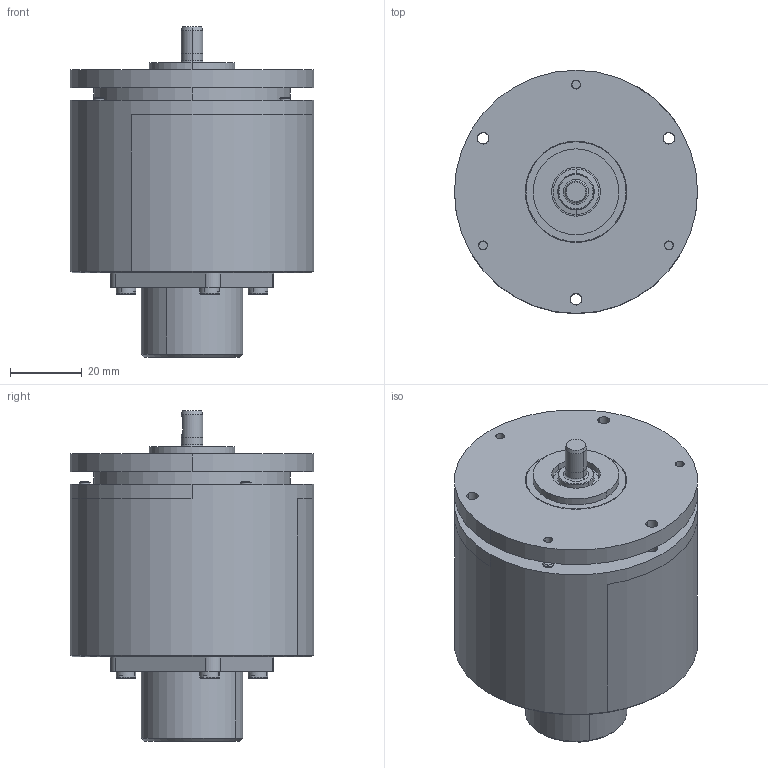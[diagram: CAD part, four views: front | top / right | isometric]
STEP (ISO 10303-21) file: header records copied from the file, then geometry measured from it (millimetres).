
FILE_DESCRIPTION((''),'2;1');
FILE_NAME('507652','2010-11-10T',('se2802'),(''),'PRO/ENGINEER BY PARAMETRIC TECHNOLOGY CORPORATION, 2010180','PRO/ENGINEER BY PARAMETRIC TECHNOLOGY CORPORATION, 2010180','');
FILE_SCHEMA(('CONFIG_CONTROL_DESIGN'));
Products named in the file (1): 507652
Bounding box: 68 x 68 x 92.3 mm (x, y, z)
Volume: 146864.4 mm3; surface area: 49906.2 mm2
Topology: 2 solids, 3 shells, 1673 faces, 4468 edges, 2932 vertices
Faces by surface type: plane 900, cylinder 357, extrusion 324, cone 64, torus 22, sphere 6
Entity records: 56791 total; most frequent: CARTESIAN_POINT 15782, ORIENTED_EDGE 8920, DIRECTION 7578, EDGE_CURVE 4460, VECTOR 2972, VERTEX_POINT 2932, LINE 2648, AXIS2_PLACEMENT_3D 2303
